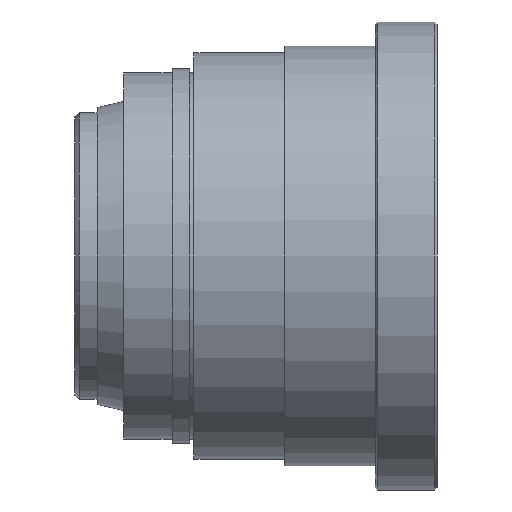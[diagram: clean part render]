
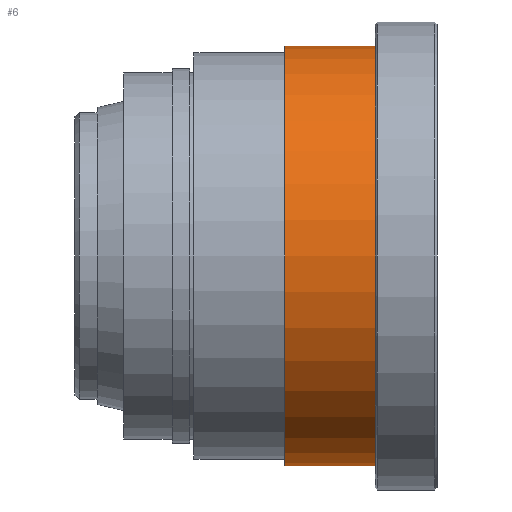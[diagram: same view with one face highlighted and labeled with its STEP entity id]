
A CAD part, front view. The second image highlights one B-rep face of the part: STEP entity #6.
In plain terms, the highlighted cylindrical face has radius 47.5 mm (diameter 95 mm), a partial arc.
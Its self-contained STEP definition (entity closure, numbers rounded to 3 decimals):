
#6 = ADVANCED_FACE ( 'NONE', ( #214 ), #216, .T. ) ;
#27 = EDGE_CURVE ( 'NONE', #967, #84, #456, .T. ) ;
#37 = EDGE_CURVE ( 'NONE', #1005, #967, #473, .T. ) ;
#38 = EDGE_CURVE ( 'NONE', #81, #84, #474, .T. ) ;
#59 = EDGE_CURVE ( 'NONE', #1005, #81, #490, .T. ) ;
#62 = AXIS2_PLACEMENT_3D ( 'NONE', #702, #700, #581 ) ;
#81 = VERTEX_POINT ( 'NONE', #688 ) ;
#84 = VERTEX_POINT ( 'NONE', #750 ) ;
#214 = FACE_OUTER_BOUND ( 'NONE', #373, .T. ) ;
#216 = CYLINDRICAL_SURFACE ( 'NONE', #62, 47.5 ) ;
#373 = EDGE_LOOP ( 'NONE', ( #976, #977, #974, #975 ) ) ;
#456 = LINE ( 'NONE', #676, #460 ) ;
#460 = VECTOR ( 'NONE', #709, 1000. ) ;
#473 = CIRCLE ( 'NONE', #512, 47.5 ) ;
#474 = CIRCLE ( 'NONE', #513, 47.5 ) ;
#490 = LINE ( 'NONE', #670, #498 ) ;
#498 = VECTOR ( 'NONE', #661, 1000. ) ;
#512 = AXIS2_PLACEMENT_3D ( 'NONE', #715, #733, #718 ) ;
#513 = AXIS2_PLACEMENT_3D ( 'NONE', #758, #755, #730 ) ;
#581 = DIRECTION ( 'NONE',  ( 0., 0., 1. ) ) ;
#661 = DIRECTION ( 'NONE',  ( -1., 0., 0. ) ) ;
#670 = CARTESIAN_POINT ( 'NONE',  ( 0., 0., -47.5 ) ) ;
#676 = CARTESIAN_POINT ( 'NONE',  ( 0., 0., 47.5 ) ) ;
#688 = CARTESIAN_POINT ( 'NONE',  ( 47.5, 0., -47.5 ) ) ;
#700 = DIRECTION ( 'NONE',  ( -1., 0., 0. ) ) ;
#702 = CARTESIAN_POINT ( 'NONE',  ( 0., 0., 0. ) ) ;
#709 = DIRECTION ( 'NONE',  ( -1., 0., 0. ) ) ;
#715 = CARTESIAN_POINT ( 'NONE',  ( 68., 0., 0. ) ) ;
#718 = DIRECTION ( 'NONE',  ( 0., 0., 1. ) ) ;
#730 = DIRECTION ( 'NONE',  ( 0., 0., 1. ) ) ;
#733 = DIRECTION ( 'NONE',  ( -1., 0., 0. ) ) ;
#750 = CARTESIAN_POINT ( 'NONE',  ( 47.5, 0., 47.5 ) ) ;
#755 = DIRECTION ( 'NONE',  ( -1., 0., 0. ) ) ;
#758 = CARTESIAN_POINT ( 'NONE',  ( 47.5, 0., 0. ) ) ;
#908 = CARTESIAN_POINT ( 'NONE',  ( 68., 0., 47.5 ) ) ;
#910 = CARTESIAN_POINT ( 'NONE',  ( 68., 0., -47.5 ) ) ;
#967 = VERTEX_POINT ( 'NONE', #908 ) ;
#974 = ORIENTED_EDGE ( 'NONE', *, *, #27, .T. ) ;
#975 = ORIENTED_EDGE ( 'NONE', *, *, #38, .F. ) ;
#976 = ORIENTED_EDGE ( 'NONE', *, *, #59, .F. ) ;
#977 = ORIENTED_EDGE ( 'NONE', *, *, #37, .T. ) ;
#1005 = VERTEX_POINT ( 'NONE', #910 ) ;
